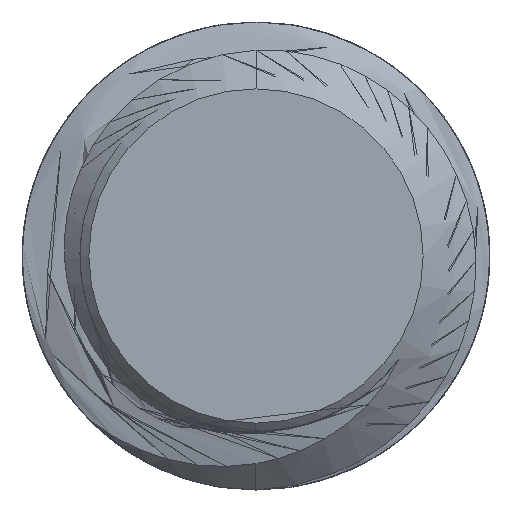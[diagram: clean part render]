
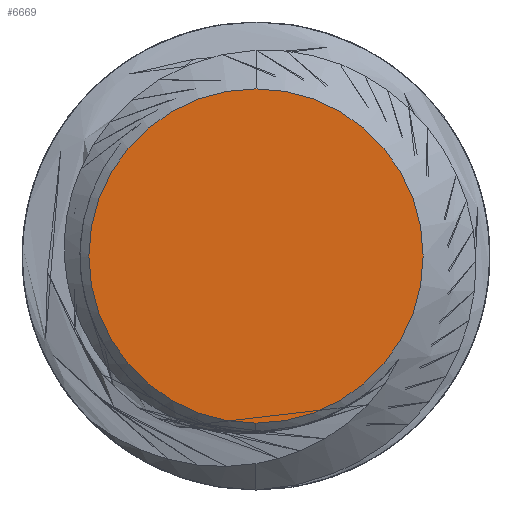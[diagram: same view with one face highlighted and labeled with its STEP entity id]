
A CAD part, left-side view. The second image highlights one B-rep face of the part: STEP entity #6669.
In plain terms, the highlighted planar face has unit normal (-1, 0, 0).
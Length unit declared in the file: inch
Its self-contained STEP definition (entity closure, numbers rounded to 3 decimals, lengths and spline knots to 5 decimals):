
#442 = VERTEX_POINT ( 'NONE', #16279 ) ;
#445 = VERTEX_POINT ( 'NONE', #16253 ) ;
#1336 = CIRCLE ( 'NONE', #17110, 0.05856 ) ;
#1344 = AXIS2_PLACEMENT_3D ( 'NONE', #2457, #2458, #2459 ) ;
#2457 = CARTESIAN_POINT ( 'NONE',  ( -1.5, 0., 0. ) ) ;
#2458 = DIRECTION ( 'NONE',  ( -1., 0., 0. ) ) ;
#2459 = DIRECTION ( 'NONE',  ( 0., 0., -1. ) ) ;
#4585 = EDGE_LOOP ( 'NONE', ( #18244, #18270 ) ) ;
#6363 = FACE_OUTER_BOUND ( 'NONE', #4585, .T. ) ;
#6669 = ADVANCED_FACE ( 'NONE', ( #6363 ), #15648, .F. ) ;
#9426 = CIRCLE ( 'NONE', #1344, 0.05856 ) ;
#11436 = DIRECTION ( 'NONE',  ( -1., 0., 0. ) ) ;
#11450 = CARTESIAN_POINT ( 'NONE',  ( -1.5, 0., 0. ) ) ;
#15581 = DIRECTION ( 'NONE',  ( 0., 0., -1. ) ) ;
#15582 = DIRECTION ( 'NONE',  ( 1., 0., 0. ) ) ;
#15648 = PLANE ( 'NONE',  #17051 ) ;
#15732 = CARTESIAN_POINT ( 'NONE',  ( -1.5, 0., 0. ) ) ;
#16253 = CARTESIAN_POINT ( 'NONE',  ( -1.5, 0., 0.05856 ) ) ;
#16279 = CARTESIAN_POINT ( 'NONE',  ( -1.5, 0., -0.05856 ) ) ;
#16460 = EDGE_CURVE ( 'NONE', #442, #445, #1336, .T. ) ;
#16959 = EDGE_CURVE ( 'NONE', #445, #442, #9426, .T. ) ;
#17051 = AXIS2_PLACEMENT_3D ( 'NONE', #15732, #15582, #15581 ) ;
#17110 = AXIS2_PLACEMENT_3D ( 'NONE', #11450, #11436, #17283 ) ;
#17283 = DIRECTION ( 'NONE',  ( 0., 0., -1. ) ) ;
#18244 = ORIENTED_EDGE ( 'NONE', *, *, #16460, .T. ) ;
#18270 = ORIENTED_EDGE ( 'NONE', *, *, #16959, .T. ) ;
